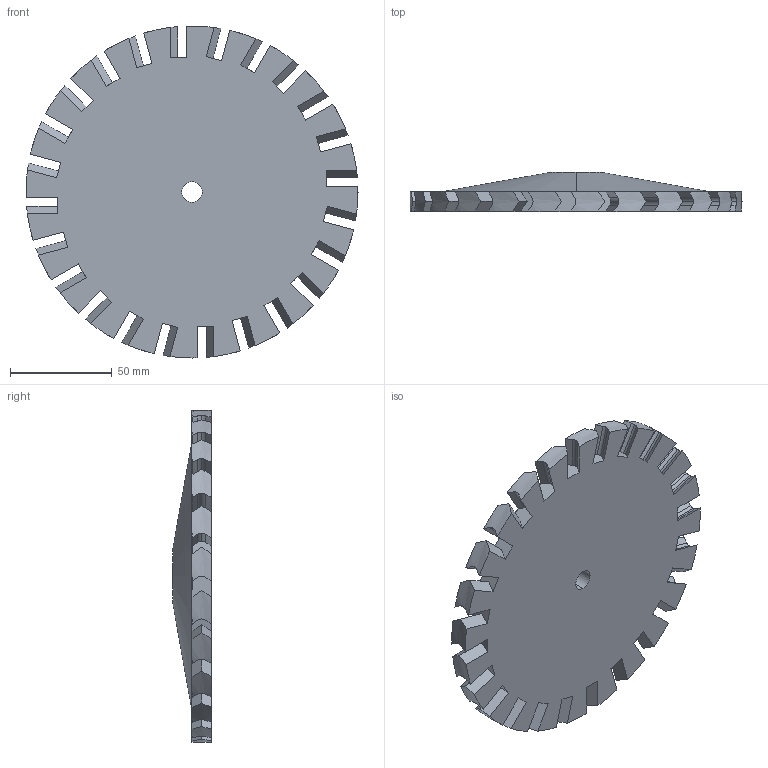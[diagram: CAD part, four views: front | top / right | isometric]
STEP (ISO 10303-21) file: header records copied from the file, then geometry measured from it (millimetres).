
FILE_DESCRIPTION (( 'STEP AP214' ), '1' );
FILE_NAME ('[TP] [Turb] Rotor1.STEP', '2024-04-01T04:59:52', ( '' ), ( '' ), 'SwSTEP 2.0', 'SolidWorks 2023', '' );
FILE_SCHEMA (( 'AUTOMOTIVE_DESIGN' ));
Length unit declared in the file: inch
Products named in the file (1): [TP] [Turb] Rotor1
Bounding box: 162.81 x 19.05 x 162.81 mm (x, y, z)
Volume: 223239.1 mm3; surface area: 49805.9 mm2
Topology: 1 solids, 1 shells, 201 faces, 592 edges, 394 vertices
Faces by surface type: plane 123, cylinder 76, cone 2
Entity records: 6975 total; most frequent: CARTESIAN_POINT 1860, ORIENTED_EDGE 1184, DIRECTION 958, EDGE_CURVE 592, VERTEX_POINT 394, VECTOR 342, LINE 342, AXIS2_PLACEMENT_3D 308
